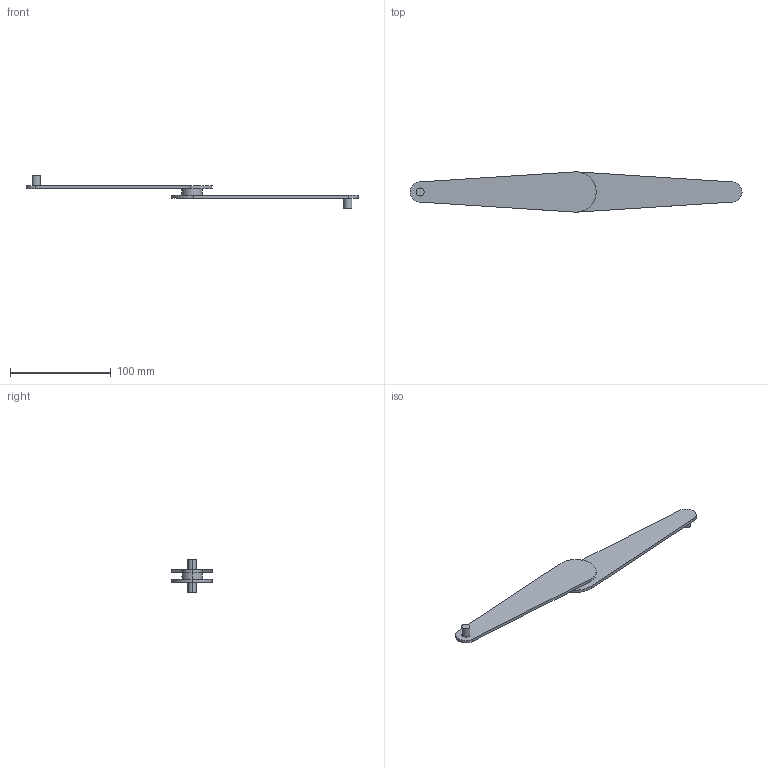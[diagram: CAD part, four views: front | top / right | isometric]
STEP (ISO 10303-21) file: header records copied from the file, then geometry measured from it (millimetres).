
FILE_DESCRIPTION (( 'STEP AP203' ), '1' );
FILE_NAME ('keongan_moi_Default_sldprt.STEP', '2023-11-26T11:59:02', ( '' ), ( '' ), 'SwSTEP 2.0', 'SolidWorks 2019', '' );
FILE_SCHEMA (( 'CONFIG_CONTROL_DESIGN' ));
Length unit declared in the file: millimetre
Products named in the file (1): keongan_moi_Default_sldprt
Bounding box: 330 x 39.92 x 32 mm (x, y, z)
Volume: 35557.6 mm3; surface area: 24873.4 mm2
Topology: 2 solids, 2 shells, 35 faces, 82 edges, 54 vertices
Faces by surface type: plane 20, cylinder 15
Entity records: 1091 total; most frequent: DIRECTION 186, CARTESIAN_POINT 172, ORIENTED_EDGE 164, EDGE_CURVE 82, AXIS2_PLACEMENT_3D 68, VERTEX_POINT 54, VECTOR 50, LINE 50
